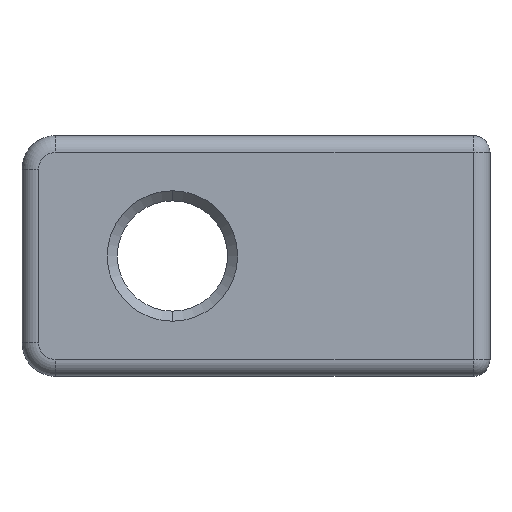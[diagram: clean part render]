
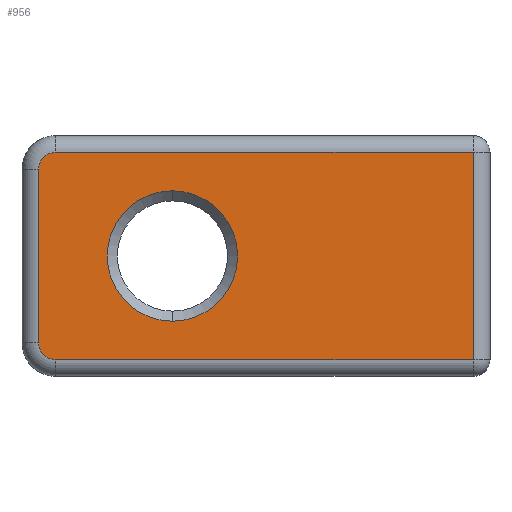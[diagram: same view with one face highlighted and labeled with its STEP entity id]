
A CAD part, front view. The second image highlights one B-rep face of the part: STEP entity #956.
In plain terms, the highlighted planar face has unit normal (0, -1, 0).
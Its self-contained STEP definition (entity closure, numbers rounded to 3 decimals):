
#34 = EDGE_CURVE ( 'NONE', #15295, #1471, #13012, .T. ) ;
#97 = EDGE_LOOP ( 'NONE', ( #9836, #9988 ) ) ;
#167 = CARTESIAN_POINT ( 'NONE',  ( -14.52, -2.497, 6.237 ) ) ;
#371 = FACE_OUTER_BOUND ( 'NONE', #13269, .T. ) ;
#956 = ADVANCED_FACE ( 'NONE', ( #4325, #371 ), #8126, .F. ) ;
#1079 = CARTESIAN_POINT ( 'NONE',  ( -18.52, -2.497, 5.587 ) ) ;
#1258 = EDGE_CURVE ( 'NONE', #9250, #7191, #13376, .T. ) ;
#1287 = VERTEX_POINT ( 'NONE', #10855 ) ;
#1288 = EDGE_CURVE ( 'NONE', #12238, #3964, #10568, .T. ) ;
#1471 = VERTEX_POINT ( 'NONE', #1079 ) ;
#1860 = CARTESIAN_POINT ( 'NONE',  ( -18.02, -2.497, 11.287 ) ) ;
#2416 = CARTESIAN_POINT ( 'NONE',  ( -18.52, -2.497, 11.787 ) ) ;
#2561 = CARTESIAN_POINT ( 'NONE',  ( -5.52, -2.497, 11.287 ) ) ;
#2902 = CARTESIAN_POINT ( 'NONE',  ( -18.02, -2.497, 5.587 ) ) ;
#3459 = DIRECTION ( 'NONE',  ( 0., -1., 0. ) ) ;
#3678 = VERTEX_POINT ( 'NONE', #5242 ) ;
#3964 = VERTEX_POINT ( 'NONE', #167 ) ;
#4171 = VECTOR ( 'NONE', #8909, 1000. ) ;
#4214 = EDGE_CURVE ( 'NONE', #7191, #15295, #14896, .T. ) ;
#4325 = FACE_BOUND ( 'NONE', #97, .T. ) ;
#4369 = DIRECTION ( 'NONE',  ( 0., 0., 1. ) ) ;
#4457 = ORIENTED_EDGE ( 'NONE', *, *, #4667, .T. ) ;
#4475 = CARTESIAN_POINT ( 'NONE',  ( -14.52, -2.497, 10.137 ) ) ;
#4667 = EDGE_CURVE ( 'NONE', #1287, #3678, #7863, .T. ) ;
#5242 = CARTESIAN_POINT ( 'NONE',  ( -5.52, -2.497, 5.087 ) ) ;
#5952 = ORIENTED_EDGE ( 'NONE', *, *, #34, .T. ) ;
#5971 = ORIENTED_EDGE ( 'NONE', *, *, #4214, .T. ) ;
#6788 = DIRECTION ( 'NONE',  ( 0., 0., 1. ) ) ;
#6819 = AXIS2_PLACEMENT_3D ( 'NONE', #15978, #10775, #4369 ) ;
#6985 = CARTESIAN_POINT ( 'NONE',  ( -18.02, -2.497, 11.287 ) ) ;
#7013 = AXIS2_PLACEMENT_3D ( 'NONE', #16184, #8545, #14845 ) ;
#7101 = DIRECTION ( 'NONE',  ( 0., 0., 1. ) ) ;
#7158 = CARTESIAN_POINT ( 'NONE',  ( -18.02, -2.497, 10.787 ) ) ;
#7191 = VERTEX_POINT ( 'NONE', #1860 ) ;
#7357 = ORIENTED_EDGE ( 'NONE', *, *, #1258, .T. ) ;
#7384 = VECTOR ( 'NONE', #14168, 1000. ) ;
#7731 = AXIS2_PLACEMENT_3D ( 'NONE', #2902, #8050, #6788 ) ;
#7863 = LINE ( 'NONE', #14331, #7384 ) ;
#8050 = DIRECTION ( 'NONE',  ( 0., -1., 0. ) ) ;
#8102 = CIRCLE ( 'NONE', #7013, 1.95 ) ;
#8126 = PLANE ( 'NONE',  #15016 ) ;
#8419 = DIRECTION ( 'NONE',  ( -1., 0., 0. ) ) ;
#8427 = VECTOR ( 'NONE', #8419, 1000. ) ;
#8545 = DIRECTION ( 'NONE',  ( 0., 1., 0. ) ) ;
#8671 = DIRECTION ( 'NONE',  ( 0., 0., 1. ) ) ;
#8909 = DIRECTION ( 'NONE',  ( 0., 0., -1. ) ) ;
#9250 = VERTEX_POINT ( 'NONE', #2561 ) ;
#9836 = ORIENTED_EDGE ( 'NONE', *, *, #14216, .T. ) ;
#9852 = CARTESIAN_POINT ( 'NONE',  ( -19.02, -2.497, 11.787 ) ) ;
#9988 = ORIENTED_EDGE ( 'NONE', *, *, #1288, .T. ) ;
#10028 = CARTESIAN_POINT ( 'NONE',  ( -18.52, -2.497, 10.787 ) ) ;
#10205 = ORIENTED_EDGE ( 'NONE', *, *, #14150, .T. ) ;
#10466 = EDGE_CURVE ( 'NONE', #1471, #1287, #13638, .T. ) ;
#10568 = CIRCLE ( 'NONE', #6819, 1.95 ) ;
#10639 = DIRECTION ( 'NONE',  ( 0., 1., 0. ) ) ;
#10775 = DIRECTION ( 'NONE',  ( 0., 1., 0. ) ) ;
#10855 = CARTESIAN_POINT ( 'NONE',  ( -18.02, -2.497, 5.087 ) ) ;
#12082 = LINE ( 'NONE', #14760, #13725 ) ;
#12238 = VERTEX_POINT ( 'NONE', #4475 ) ;
#13012 = LINE ( 'NONE', #2416, #4171 ) ;
#13253 = DIRECTION ( 'NONE',  ( 1., 0., 0. ) ) ;
#13257 = ORIENTED_EDGE ( 'NONE', *, *, #10466, .T. ) ;
#13269 = EDGE_LOOP ( 'NONE', ( #5952, #13257, #4457, #10205, #7357, #5971 ) ) ;
#13376 = LINE ( 'NONE', #6985, #8427 ) ;
#13638 = CIRCLE ( 'NONE', #7731, 0.5 ) ;
#13725 = VECTOR ( 'NONE', #7101, 1000. ) ;
#14150 = EDGE_CURVE ( 'NONE', #3678, #9250, #12082, .T. ) ;
#14168 = DIRECTION ( 'NONE',  ( 1., 0., 0. ) ) ;
#14216 = EDGE_CURVE ( 'NONE', #3964, #12238, #8102, .T. ) ;
#14331 = CARTESIAN_POINT ( 'NONE',  ( -19.02, -2.497, 5.087 ) ) ;
#14622 = AXIS2_PLACEMENT_3D ( 'NONE', #7158, #3459, #8671 ) ;
#14760 = CARTESIAN_POINT ( 'NONE',  ( -5.52, -2.497, 11.787 ) ) ;
#14845 = DIRECTION ( 'NONE',  ( 0., 0., 1. ) ) ;
#14896 = CIRCLE ( 'NONE', #14622, 0.5 ) ;
#15016 = AXIS2_PLACEMENT_3D ( 'NONE', #9852, #10639, #13253 ) ;
#15295 = VERTEX_POINT ( 'NONE', #10028 ) ;
#15978 = CARTESIAN_POINT ( 'NONE',  ( -14.52, -2.497, 8.187 ) ) ;
#16184 = CARTESIAN_POINT ( 'NONE',  ( -14.52, -2.497, 8.187 ) ) ;
